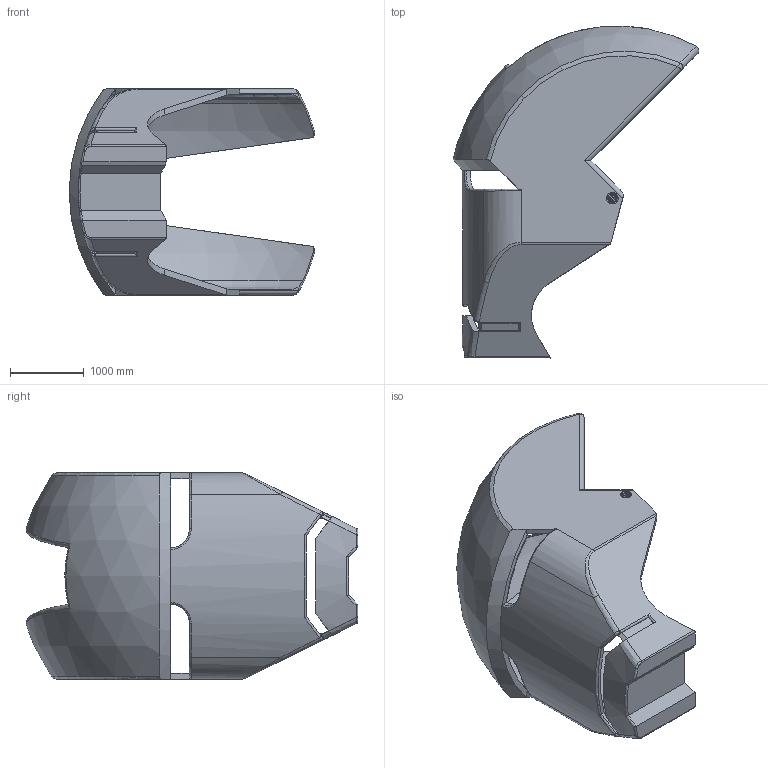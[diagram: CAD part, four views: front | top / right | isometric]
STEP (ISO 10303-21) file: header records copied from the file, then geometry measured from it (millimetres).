
FILE_DESCRIPTION(('CAx-IF Rec.Pracs.---Model Styling and Organization---1.2---2011-12-15','CAx-IF Rec.Pracs.---Geometric and Assembly Validation Properties---4.1---2014-06-16','CAx-IF Rec.Pracs.---PMI Polyline Presentation---2.0---2013-05-24'),'2;1');
FILE_NAME('iron_man_mask_edit.stp','2017-05-12T05:12:52+08:00',('HyperWorksVersion-14.0.0.88'),(''),'STEP Interface 4.0 Sp3 by CT CoreTechnologie','3D_Kernel_IO4.0 Sp3 by CT CoreTechnologie','');
FILE_SCHEMA(('AUTOMOTIVE_DESIGN { 1 0 10303 214 1 1 1 1 }'));
Length unit declared in the file: inch
Products named in the file (1): iron_man_mask_edit
Bounding box: 3330.8 x 4498.54 x 2794.01 mm (x, y, z)
Volume: 2032566574.2 mm3; surface area: 54869298.4 mm2
Topology: 1 solids, 1 shells, 164 faces, 445 edges, 283 vertices
Faces by surface type: plane 73, cylinder 36, bspline 28, torus 25, sphere 2
Entity records: 7570 total; most frequent: CARTESIAN_POINT 2114, ORIENTED_EDGE 890, DIRECTION 869, EDGE_CURVE 445, AXIS2_PLACEMENT_3D 330, VERTEX_POINT 283, VECTOR 209, LINE 209
